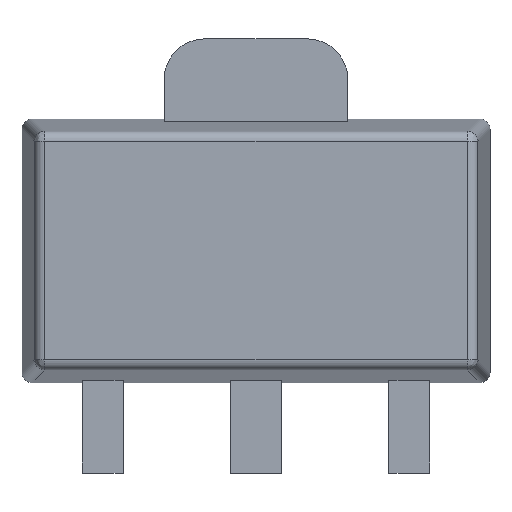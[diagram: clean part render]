
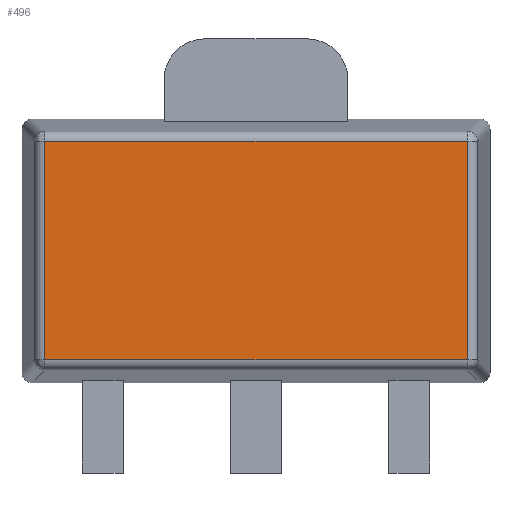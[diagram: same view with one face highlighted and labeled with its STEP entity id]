
A CAD part, top view. The second image highlights one B-rep face of the part: STEP entity #496.
In plain terms, the highlighted planar face has unit normal (0, 0, 1).
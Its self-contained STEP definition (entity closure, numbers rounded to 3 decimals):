
#496=ADVANCED_FACE('',(#1054),#1056,.T.);
#1054=FACE_BOUND('',#1055,.T.);
#1055=EDGE_LOOP('',(#1615,#1616,#1617,#1618));
#1056=PLANE('',#1057);
#1057=AXIS2_PLACEMENT_3D('',#1058,#1059,#1060);
#1058=CARTESIAN_POINT('',(0.,0.,1.6));
#1059=DIRECTION('',(0.,0.,1.));
#1060=DIRECTION('',(1.,0.,0.));
#1615=ORIENTED_EDGE('',*,*,#1859,.T.);
#1616=ORIENTED_EDGE('',*,*,#1860,.T.);
#1617=ORIENTED_EDGE('',*,*,#1861,.T.);
#1618=ORIENTED_EDGE('',*,*,#1862,.T.);
#1859=EDGE_CURVE('',#2135,#2136,#2137,.T.);
#1860=EDGE_CURVE('',#2136,#2138,#2139,.T.);
#1861=EDGE_CURVE('',#2138,#2140,#2141,.T.);
#1862=EDGE_CURVE('',#2140,#2135,#2142,.T.);
#2135=VERTEX_POINT('',#2731);
#2136=VERTEX_POINT('',#2732);
#2137=LINE('',#2733,#2734);
#2138=VERTEX_POINT('',#2736);
#2139=LINE('',#2737,#2738);
#2140=VERTEX_POINT('',#2740);
#2141=LINE('',#2741,#2742);
#2142=LINE('',#2744,#2745);
#2731=CARTESIAN_POINT('',(3.568,2.818,1.6));
#2732=CARTESIAN_POINT('',(-0.568,2.818,1.6));
#2733=CARTESIAN_POINT('',(3.568,2.818,1.6));
#2734=VECTOR('',#2735,1.);
#2735=DIRECTION('',(-1.,0.,0.));
#2736=CARTESIAN_POINT('',(-0.568,0.682,1.6));
#2737=CARTESIAN_POINT('',(-0.568,2.818,1.6));
#2738=VECTOR('',#2739,1.);
#2739=DIRECTION('',(0.,-1.,0.));
#2740=CARTESIAN_POINT('',(3.568,0.682,1.6));
#2741=CARTESIAN_POINT('',(-0.568,0.682,1.6));
#2742=VECTOR('',#2743,1.);
#2743=DIRECTION('',(1.,0.,0.));
#2744=CARTESIAN_POINT('',(3.568,0.682,1.6));
#2745=VECTOR('',#2746,1.);
#2746=DIRECTION('',(0.,1.,0.));
